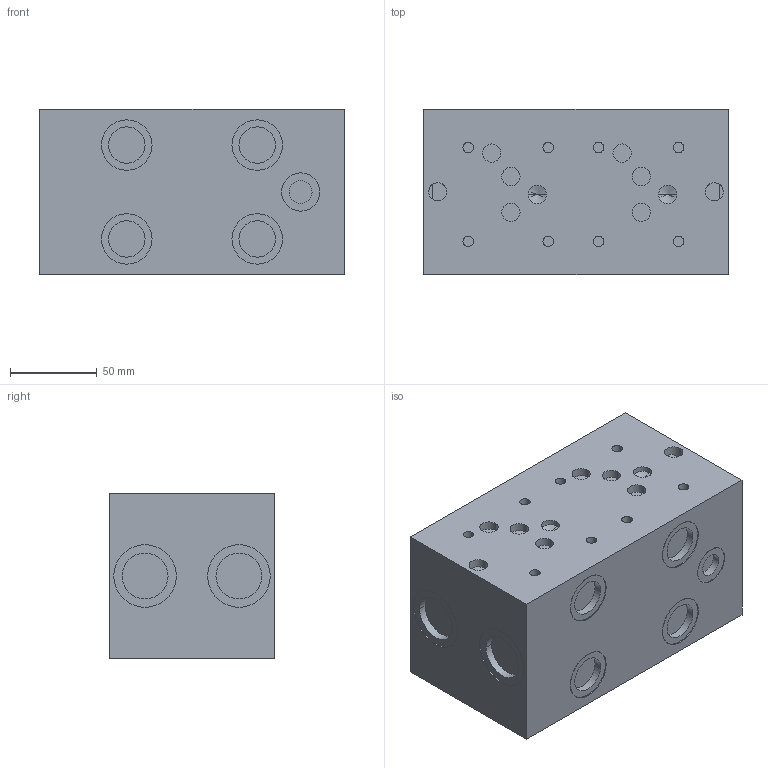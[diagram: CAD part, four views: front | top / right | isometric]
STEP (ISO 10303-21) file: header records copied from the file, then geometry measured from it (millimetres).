
FILE_DESCRIPTION( ( 'STEP AP214' ), '1' );
FILE_NAME( 'tmp0.step', '2010-03-06T10:56:43', ( ' ' ), ( ' ' ), 'XStep 1.0', ' ', ' ' );
FILE_SCHEMA( ( 'automotive_design' ) );
Length unit declared in the file: millimetre
Products named in the file (1): 1
Bounding box: 175 x 95 x 95 mm (x, y, z)
Volume: 1553359.1 mm3; surface area: 91334.8 mm2
Topology: 1 solids, 1 shells, 126 faces, 272 edges, 178 vertices
Faces by surface type: cylinder 76, plane 46, cone 4
Entity records: 6747 total; most frequent: DIRECTION 682, STYLED_ITEM 573, PRESENTATION_STYLE_ASSIGNMENT 573, CARTESIAN_POINT 573, COLOUR_RGB 573, ORIENTED_EDGE 536, AXIS2_PLACEMENT_3D 287, EDGE_CURVE 268
